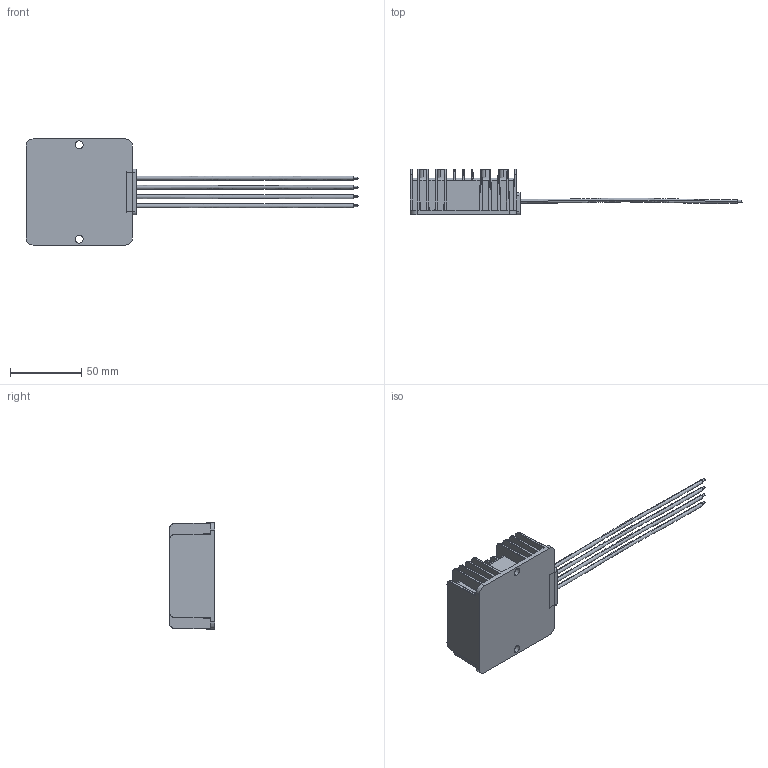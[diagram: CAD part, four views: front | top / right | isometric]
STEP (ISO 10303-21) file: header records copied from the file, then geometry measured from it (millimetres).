
FILE_DESCRIPTION (( 'STEP AP214' ), '1' );
FILE_NAME ('360W DC-DC CONVERTER 48V IN 24V 10A OUT.STEP', '2016-06-21T15:54:21', ( '' ), ( '' ), 'SwSTEP 2.0', 'SolidWorks 2015', '' );
FILE_SCHEMA (( 'AUTOMOTIVE_DESIGN' ));
Length unit declared in the file: millimetre
Products named in the file (1): 360W DC-DC CONVERTER 48V IN 24V 10A OUT
Bounding box: 232.49 x 32 x 74.35 mm (x, y, z)
Volume: 134686.9 mm3; surface area: 41278.9 mm2
Topology: 2 solids, 2 shells, 394 faces, 977 edges, 597 vertices
Faces by surface type: cylinder 154, plane 144, bspline 56, torus 22, cone 18
Entity records: 13625 total; most frequent: CARTESIAN_POINT 4765, ORIENTED_EDGE 1954, DIRECTION 1634, EDGE_CURVE 977, VERTEX_POINT 597, AXIS2_PLACEMENT_3D 570, LINE 494, VECTOR 494
